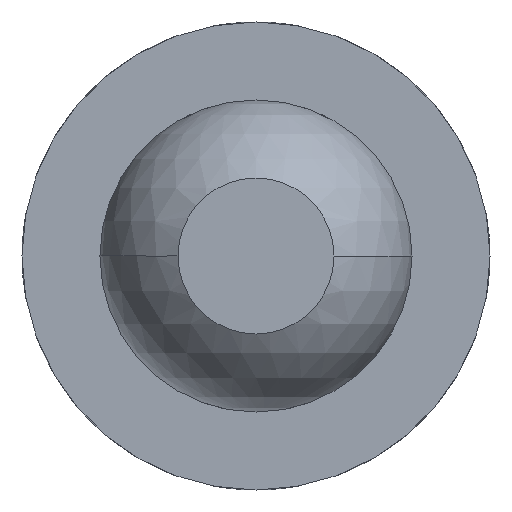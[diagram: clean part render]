
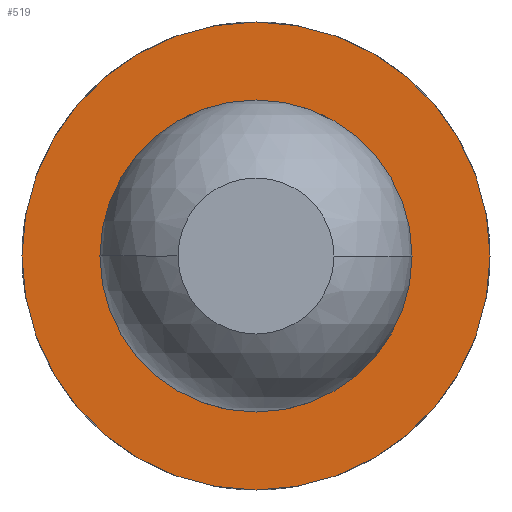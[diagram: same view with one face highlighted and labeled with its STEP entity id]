
A CAD part, front view. The second image highlights one B-rep face of the part: STEP entity #519.
In plain terms, the highlighted planar face has unit normal (0, -1, 0).
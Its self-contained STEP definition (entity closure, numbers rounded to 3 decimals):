
#37 = DIRECTION ( 'NONE',  ( 0., -1., 0. ) ) ;
#55 = AXIS2_PLACEMENT_3D ( 'NONE', #949, #4241, #4487 ) ;
#119 = VERTEX_POINT ( 'NONE', #585 ) ;
#138 = FACE_BOUND ( 'NONE', #2824, .T. ) ;
#257 = DIRECTION ( 'NONE',  ( 0., 0., -1. ) ) ;
#409 = DIRECTION ( 'NONE',  ( 0., 0., -1. ) ) ;
#471 = FACE_OUTER_BOUND ( 'NONE', #4270, .T. ) ;
#519 = ADVANCED_FACE ( 'Defeature ausgef�hrt2_10', ( #471, #138 ), #618, .T. ) ;
#570 = CIRCLE ( 'NONE', #1646, 0.375 ) ;
#585 = CARTESIAN_POINT ( 'NONE',  ( 0., 15.5, 0.75 ) ) ;
#618 = PLANE ( 'NONE',  #55 ) ;
#652 = AXIS2_PLACEMENT_3D ( 'NONE', #1754, #37, #740 ) ;
#740 = DIRECTION ( 'NONE',  ( 0., 0., -1. ) ) ;
#949 = CARTESIAN_POINT ( 'NONE',  ( 0.375, 15.5, 0. ) ) ;
#1075 = ORIENTED_EDGE ( 'NONE', *, *, #3230, .T. ) ;
#1107 = DIRECTION ( 'NONE',  ( 0., -1., 0. ) ) ;
#1210 = AXIS2_PLACEMENT_3D ( 'NONE', #4237, #2796, #2809 ) ;
#1300 = CARTESIAN_POINT ( 'NONE',  ( 0., 15.5, -0.375 ) ) ;
#1342 = EDGE_CURVE ( 'Defeature ausgef�hrt2_10+Defeature ausgef�hrt2_9+Defeature ausgef�hrt2_9+Defeature ausgef�hrt2_9', #4445, #119, #4697, .T. ) ;
#1552 = AXIS2_PLACEMENT_3D ( 'NONE', #1723, #3215, #257 ) ;
#1646 = AXIS2_PLACEMENT_3D ( 'NONE', #1857, #1107, #409 ) ;
#1723 = CARTESIAN_POINT ( 'NONE',  ( 0., 15.5, 0. ) ) ;
#1735 = CARTESIAN_POINT ( 'NONE',  ( 0., 15.5, -0.75 ) ) ;
#1754 = CARTESIAN_POINT ( 'NONE',  ( 0., 15.5, 0. ) ) ;
#1857 = CARTESIAN_POINT ( 'NONE',  ( 0., 15.5, 0. ) ) ;
#1868 = VERTEX_POINT ( 'NONE', #3222 ) ;
#1928 = EDGE_CURVE ( 'Defeature ausgef�hrt2_11+Defeature ausgef�hrt2_10+Defeature ausgef�hrt2_10+Defeature ausgef�hrt2_10', #2197, #1868, #570, .T. ) ;
#2054 = ORIENTED_EDGE ( 'NONE', *, *, #1928, .F. ) ;
#2133 = CIRCLE ( 'NONE', #1552, 0.75 ) ;
#2197 = VERTEX_POINT ( 'NONE', #1300 ) ;
#2796 = DIRECTION ( 'NONE',  ( 0., -1., 0. ) ) ;
#2809 = DIRECTION ( 'NONE',  ( 0., 0., -1. ) ) ;
#2824 = EDGE_LOOP ( 'NONE', ( #2054, #3719 ) ) ;
#3215 = DIRECTION ( 'NONE',  ( 0., -1., 0. ) ) ;
#3222 = CARTESIAN_POINT ( 'NONE',  ( 0., 15.5, 0.375 ) ) ;
#3230 = EDGE_CURVE ( 'Defeature ausgef�hrt2_10+Defeature ausgef�hrt2_9+Defeature ausgef�hrt2_9+Defeature ausgef�hrt2_9', #119, #4445, #2133, .T. ) ;
#3442 = EDGE_CURVE ( 'Defeature ausgef�hrt2_11+Defeature ausgef�hrt2_10+Defeature ausgef�hrt2_10+Defeature ausgef�hrt2_10', #1868, #2197, #4431, .T. ) ;
#3719 = ORIENTED_EDGE ( 'NONE', *, *, #3442, .F. ) ;
#4237 = CARTESIAN_POINT ( 'NONE',  ( 0., 15.5, 0. ) ) ;
#4241 = DIRECTION ( 'NONE',  ( 0., -1., 0. ) ) ;
#4270 = EDGE_LOOP ( 'NONE', ( #4288, #1075 ) ) ;
#4288 = ORIENTED_EDGE ( 'NONE', *, *, #1342, .T. ) ;
#4431 = CIRCLE ( 'NONE', #1210, 0.375 ) ;
#4445 = VERTEX_POINT ( 'NONE', #1735 ) ;
#4487 = DIRECTION ( 'NONE',  ( 0., 0., -1. ) ) ;
#4697 = CIRCLE ( 'NONE', #652, 0.75 ) ;
